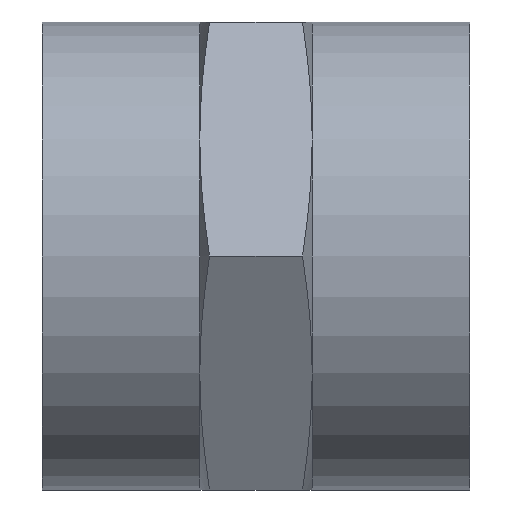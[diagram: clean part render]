
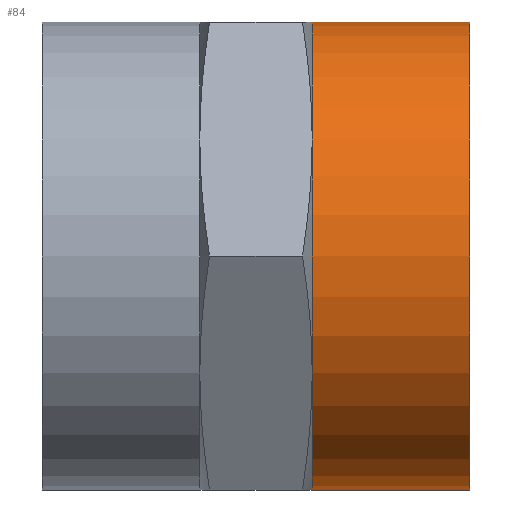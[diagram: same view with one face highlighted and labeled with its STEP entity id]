
A CAD part, front view. The second image highlights one B-rep face of the part: STEP entity #84.
In plain terms, the highlighted cylindrical face has radius 17.5 mm (diameter 35 mm), a full revolution.
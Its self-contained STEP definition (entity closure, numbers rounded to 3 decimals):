
#84 = ADVANCED_FACE( '', ( #119, #120 ), #121, .T. );
#119 = FACE_OUTER_BOUND( '', #176, .T. );
#120 = FACE_OUTER_BOUND( '', #177, .T. );
#121 = CYLINDRICAL_SURFACE( '', #178, 17.5 );
#176 = EDGE_LOOP( '', ( #284, #285, #286, #287, #288, #289 ) );
#177 = EDGE_LOOP( '', ( #290 ) );
#178 = AXIS2_PLACEMENT_3D( '', #291, #292, #293 );
#284 = ORIENTED_EDGE( '', *, *, #416, .T. );
#285 = ORIENTED_EDGE( '', *, *, #417, .T. );
#286 = ORIENTED_EDGE( '', *, *, #414, .T. );
#287 = ORIENTED_EDGE( '', *, *, #413, .T. );
#288 = ORIENTED_EDGE( '', *, *, #415, .T. );
#289 = ORIENTED_EDGE( '', *, *, #418, .T. );
#290 = ORIENTED_EDGE( '', *, *, #419, .F. );
#291 = CARTESIAN_POINT( '', ( 16., 0., 0. ) );
#292 = DIRECTION( '', ( -1., 0., 0. ) );
#293 = DIRECTION( '', ( 0., 0., -1. ) );
#413 = EDGE_CURVE( '', #435, #479, #483, .T. );
#414 = EDGE_CURVE( '', #446, #435, #484, .T. );
#415 = EDGE_CURVE( '', #479, #473, #485, .T. );
#416 = EDGE_CURVE( '', #462, #486, #487, .T. );
#417 = EDGE_CURVE( '', #486, #446, #488, .T. );
#418 = EDGE_CURVE( '', #473, #462, #489, .T. );
#419 = EDGE_CURVE( '', #490, #490, #491, .T. );
#435 = VERTEX_POINT( '', #513 );
#446 = VERTEX_POINT( '', #546 );
#462 = VERTEX_POINT( '', #593 );
#473 = VERTEX_POINT( '', #626 );
#479 = VERTEX_POINT( '', #648 );
#483 = CIRCLE( '', #667, 17.5 );
#484 = CIRCLE( '', #668, 17.5 );
#485 = CIRCLE( '', #669, 17.5 );
#486 = VERTEX_POINT( '', #670 );
#487 = CIRCLE( '', #671, 17.5 );
#488 = CIRCLE( '', #672, 17.5 );
#489 = CIRCLE( '', #673, 17.5 );
#490 = VERTEX_POINT( '', #674 );
#491 = CIRCLE( '', #675, 17.5 );
#513 = CARTESIAN_POINT( '', ( 4.2, 0., 17.5 ) );
#546 = CARTESIAN_POINT( '', ( 4.2, 15.155, 8.75 ) );
#593 = CARTESIAN_POINT( '', ( 4.2, 0., -17.5 ) );
#626 = CARTESIAN_POINT( '', ( 4.2, -15.155, -8.75 ) );
#648 = CARTESIAN_POINT( '', ( 4.2, -15.155, 8.75 ) );
#667 = AXIS2_PLACEMENT_3D( '', #725, #726, #727 );
#668 = AXIS2_PLACEMENT_3D( '', #728, #729, #730 );
#669 = AXIS2_PLACEMENT_3D( '', #731, #732, #733 );
#670 = CARTESIAN_POINT( '', ( 4.2, 15.155, -8.75 ) );
#671 = AXIS2_PLACEMENT_3D( '', #734, #735, #736 );
#672 = AXIS2_PLACEMENT_3D( '', #737, #738, #739 );
#673 = AXIS2_PLACEMENT_3D( '', #740, #741, #742 );
#674 = CARTESIAN_POINT( '', ( 16., 0., -17.5 ) );
#675 = AXIS2_PLACEMENT_3D( '', #743, #744, #745 );
#725 = CARTESIAN_POINT( '', ( 4.2, 0., 0. ) );
#726 = DIRECTION( '', ( 1., 0., 0. ) );
#727 = DIRECTION( '', ( 0., 0., -1. ) );
#728 = CARTESIAN_POINT( '', ( 4.2, 0., 0. ) );
#729 = DIRECTION( '', ( 1., 0., 0. ) );
#730 = DIRECTION( '', ( 0., 0., -1. ) );
#731 = CARTESIAN_POINT( '', ( 4.2, 0., 0. ) );
#732 = DIRECTION( '', ( 1., 0., 0. ) );
#733 = DIRECTION( '', ( 0., 0., -1. ) );
#734 = CARTESIAN_POINT( '', ( 4.2, 0., 0. ) );
#735 = DIRECTION( '', ( 1., 0., 0. ) );
#736 = DIRECTION( '', ( 0., 0., -1. ) );
#737 = CARTESIAN_POINT( '', ( 4.2, 0., 0. ) );
#738 = DIRECTION( '', ( 1., 0., 0. ) );
#739 = DIRECTION( '', ( 0., 0., -1. ) );
#740 = CARTESIAN_POINT( '', ( 4.2, 0., 0. ) );
#741 = DIRECTION( '', ( 1., 0., 0. ) );
#742 = DIRECTION( '', ( 0., 0., -1. ) );
#743 = CARTESIAN_POINT( '', ( 16., 0., 0. ) );
#744 = DIRECTION( '', ( 1., 0., 0. ) );
#745 = DIRECTION( '', ( 0., 0., -1. ) );
